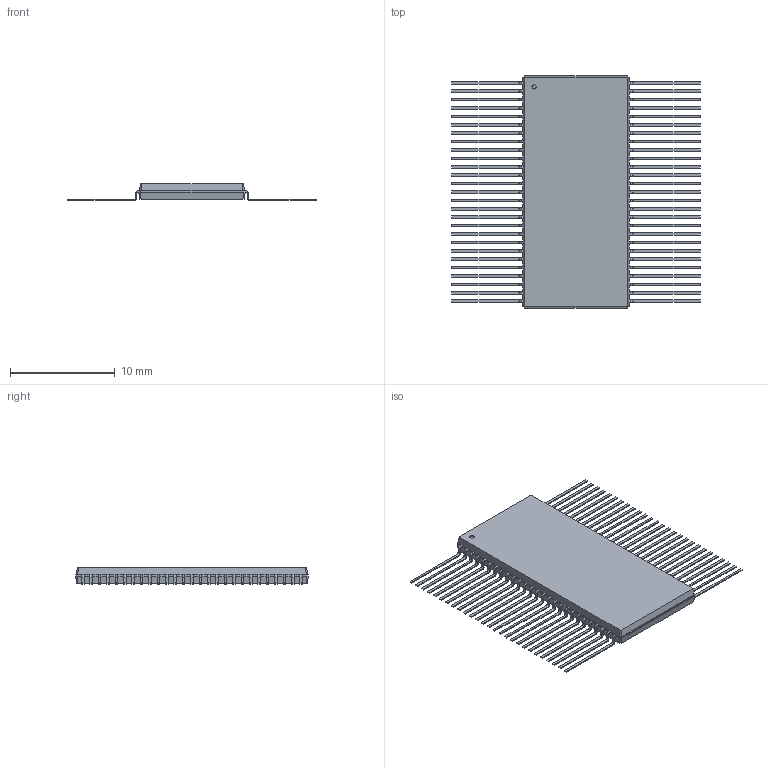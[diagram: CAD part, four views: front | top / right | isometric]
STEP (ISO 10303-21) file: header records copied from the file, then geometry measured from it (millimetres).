
FILE_DESCRIPTION(/* description */ ('model of TSOP-II-54_22.2x10.16mm_P0.8mm'),/* implementation_level */ '2;1');
FILE_NAME(/* name */ 'TSOP-II-54_22.2x10.16mm_P0.8mm.step',/* time_stamp */ '2018-11-03T21:32:19',/* author */ ('kicad StepUp','ksu'),/* organization */ ('FreeCAD'),/* preprocessor_version */ 'OCC',/* originating_system */ 'kicad StepUp',/* authorisation */ '');
FILE_SCHEMA(('AUTOMOTIVE_DESIGN { 1 0 10303 214 1 1 1 1 }'));
Length unit declared in the file: millimetre
Products named in the file (1): TSOP_II_54_222x1016mm_P08mm
Bounding box: 23.7 x 22.2 x 1.6 mm (x, y, z)
Volume: 340 mm3; surface area: 814.9 mm2
Topology: 1 solids, 1 shells, 846 faces, 2289 edges, 1446 vertices
Faces by surface type: plane 551, cylinder 217, bspline 78
Full cylindrical faces by diameter (mm): 0.4 x1
Entity records: 32031 total; most frequent: CARTESIAN_POINT 4848, ORIENTED_EDGE 4578, DIRECTION 4229, EDGE_CURVE 2289, LINE 1823, VECTOR 1823, VERTEX_POINT 1446, AXIS2_PLACEMENT_3D 1203
